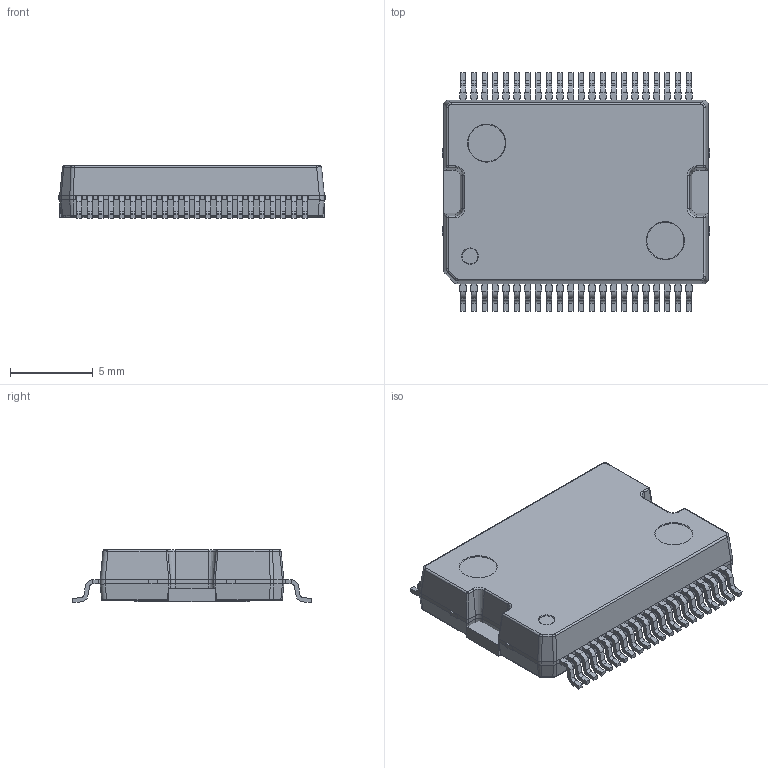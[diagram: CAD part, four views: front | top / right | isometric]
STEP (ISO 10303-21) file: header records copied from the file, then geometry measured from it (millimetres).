
FILE_DESCRIPTION(('STEP AP214'), '1');
FILE_NAME('Nex_SOT1305-2', '2021-03-27T22:45:16', ('AF'), (''), 'UNSPECIFIED', 'UNSPECIFIED', '');
FILE_SCHEMA(('AUTOMOTIVE_DESIGN { 1 0 10303 214 3 1 1}'));
Length unit declared in the file: millimetre
Assembly tree (22 placements, depth 2):
  (unnamed)
    (unnamed)  x4
    (unnamed)  x18
Bounding box: 16.15 x 14.43 x 3.2 mm (x, y, z)
Volume: 605.9 mm3; surface area: 883.2 mm2
Topology: 50 solids, 50 shells, 1138 faces, 3030 edges, 2040 vertices
Faces by surface type: plane 878, cylinder 231, bspline 14, cone 11, torus 4
Full cylindrical faces by diameter (mm): 1.2 x2, 1.3 x2
Entity records: 11616 total; most frequent: CARTESIAN_POINT 1977, DIRECTION 1363, ORIENTED_EDGE 1182, LINE 617, VECTOR 617, EDGE_CURVE 591, AXIS2_PLACEMENT_3D 373, VERTEX_POINT 367
